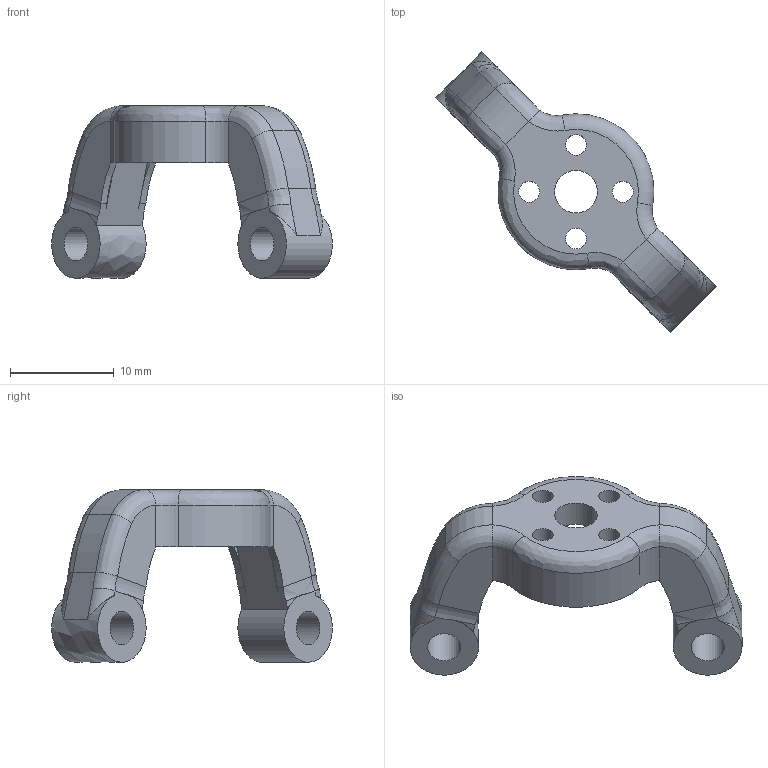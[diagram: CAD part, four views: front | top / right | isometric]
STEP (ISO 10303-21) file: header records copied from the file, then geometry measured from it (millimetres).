
FILE_DESCRIPTION((''),'2;1');
FILE_NAME('filename', '',(''),(''),'','','');
FILE_SCHEMA(('AUTOMOTIVE_DESIGN { 1 0 10303 214 1 1 1 1 }'));
Length unit declared in the file: millimetre
Products named in the file (1): MotorBase_Shorter_Tallest
Bounding box: 27 x 27 x 16.6 mm (x, y, z)
Volume: 1419.5 mm3; surface area: 1783.3 mm2
Topology: 1 solids, 1 shells, 103 faces, 272 edges, 167 vertices
Faces by surface type: bspline 50, plane 24, cylinder 24, torus 5
Full cylindrical faces by diameter (mm): 2 x2, 3.2 x1, 4.1 x1
Entity records: 3998 total; most frequent: CARTESIAN_POINT 1583, ORIENTED_EDGE 528, DIRECTION 456, EDGE_CURVE 264, AXIS2_PLACEMENT_3D 174, VERTEX_POINT 166, EDGE_LOOP 124, CIRCLE 116
